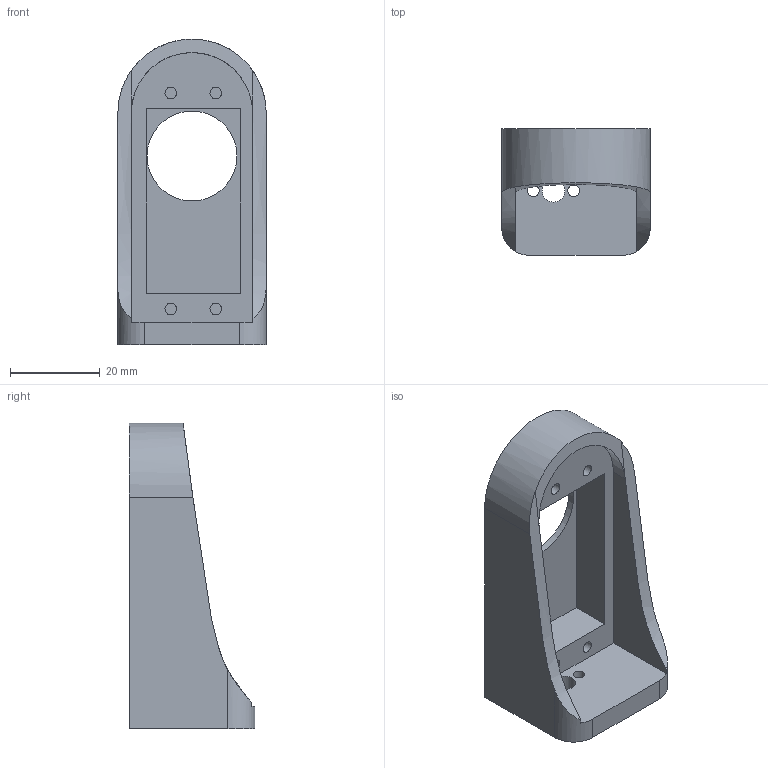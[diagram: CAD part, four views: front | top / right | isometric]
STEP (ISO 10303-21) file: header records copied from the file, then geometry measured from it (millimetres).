
FILE_DESCRIPTION(/* description */ (''),/* implementation_level */ '2;1');
FILE_NAME(/* name */ 'part5 v6_ipt_377e2b9c.STEP',/* time_stamp */ '2023-06-22T00:15:25+06:00',/* author */ ('AdminForWorker'),/* organization */ (''),/* preprocessor_version */ 'ST-DEVELOPER v18.1',/* originating_system */ 'Autodesk Inventor 2021',/* authorisation */ '');
FILE_SCHEMA (('AUTOMOTIVE_DESIGN { 1 0 10303 214 3 1 1 }'));
Length unit declared in the file: millimetre
Products named in the file (1): part5
Bounding box: 33 x 28 x 68 mm (x, y, z)
Volume: 19167.9 mm3; surface area: 10076.9 mm2
Topology: 1 solids, 1 shells, 33 faces, 78 edges, 52 vertices
Faces by surface type: plane 18, cylinder 12, bspline 3
Full cylindrical faces by diameter (mm): 2.6 x6, 5 x1, 20 x1
Entity records: 1126 total; most frequent: CARTESIAN_POINT 316, ORIENTED_EDGE 156, DIRECTION 148, EDGE_CURVE 78, AXIS2_PLACEMENT_3D 53, VERTEX_POINT 52, EDGE_LOOP 46, LINE 42
